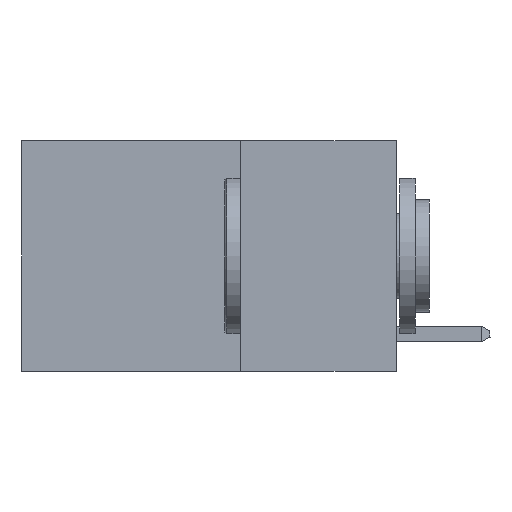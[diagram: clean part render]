
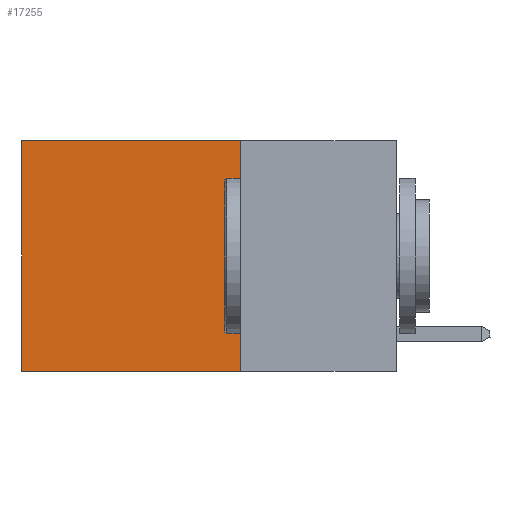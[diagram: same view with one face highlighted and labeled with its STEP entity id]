
A CAD part, left-side view. The second image highlights one B-rep face of the part: STEP entity #17255.
In plain terms, the highlighted planar face has unit normal (-1, 0, 0).
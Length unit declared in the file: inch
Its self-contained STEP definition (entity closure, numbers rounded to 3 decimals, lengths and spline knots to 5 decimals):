
#182 = AXIS2_PLACEMENT_3D ( 'NONE', #20698, #11481, #11286 ) ;
#505 = VERTEX_POINT ( 'NONE', #12939 ) ;
#588 = ORIENTED_EDGE ( 'NONE', *, *, #23884, .F. ) ;
#911 = DIRECTION ( 'NONE',  ( 0., 1., 0. ) ) ;
#1326 = CARTESIAN_POINT ( 'NONE',  ( 0.2625, 0.6, 0. ) ) ;
#1410 = CARTESIAN_POINT ( 'NONE',  ( 0.2625, 0.6, 0. ) ) ;
#2438 = LINE ( 'NONE', #3492, #3921 ) ;
#2715 = VECTOR ( 'NONE', #8568, 39.37008 ) ;
#3492 = CARTESIAN_POINT ( 'NONE',  ( 0.2625, 0.25, 0. ) ) ;
#3921 = VECTOR ( 'NONE', #911, 39.37008 ) ;
#4118 = PLANE ( 'NONE',  #182 ) ;
#4208 = EDGE_CURVE ( 'NONE', #25144, #4638, #8796, .T. ) ;
#4638 = VERTEX_POINT ( 'NONE', #25309 ) ;
#5000 = DIRECTION ( 'NONE',  ( 0., 1., 0. ) ) ;
#5047 = FACE_OUTER_BOUND ( 'NONE', #24410, .T. ) ;
#6203 = DIRECTION ( 'NONE',  ( 0., 0., -1. ) ) ;
#7607 = ORIENTED_EDGE ( 'NONE', *, *, #8439, .F. ) ;
#8439 = EDGE_CURVE ( 'NONE', #11667, #4638, #8564, .T. ) ;
#8564 = LINE ( 'NONE', #19152, #17045 ) ;
#8568 = DIRECTION ( 'NONE',  ( 0., 0., -1. ) ) ;
#8796 = LINE ( 'NONE', #1410, #26152 ) ;
#11286 = DIRECTION ( 'NONE',  ( 0., 0., -1. ) ) ;
#11481 = DIRECTION ( 'NONE',  ( 1., 0., 0. ) ) ;
#11667 = VERTEX_POINT ( 'NONE', #17511 ) ;
#12939 = CARTESIAN_POINT ( 'NONE',  ( 0.2625, 0.25, 0. ) ) ;
#14323 = ORIENTED_EDGE ( 'NONE', *, *, #4208, .T. ) ;
#17045 = VECTOR ( 'NONE', #5000, 39.37008 ) ;
#17255 = ADVANCED_FACE ( 'NONE', ( #5047 ), #4118, .F. ) ;
#17511 = CARTESIAN_POINT ( 'NONE',  ( 0.2625, 0.25, -0.37 ) ) ;
#17623 = EDGE_CURVE ( 'NONE', #505, #25144, #2438, .T. ) ;
#19152 = CARTESIAN_POINT ( 'NONE',  ( 0.2625, 0.25, -0.37 ) ) ;
#19522 = ORIENTED_EDGE ( 'NONE', *, *, #17623, .T. ) ;
#19926 = CARTESIAN_POINT ( 'NONE',  ( 0.2625, 0.25, 0. ) ) ;
#20698 = CARTESIAN_POINT ( 'NONE',  ( 0.2625, 0.25, 0. ) ) ;
#23884 = EDGE_CURVE ( 'NONE', #505, #11667, #30444, .T. ) ;
#24410 = EDGE_LOOP ( 'NONE', ( #14323, #7607, #588, #19522 ) ) ;
#25144 = VERTEX_POINT ( 'NONE', #1326 ) ;
#25309 = CARTESIAN_POINT ( 'NONE',  ( 0.2625, 0.6, -0.37 ) ) ;
#26152 = VECTOR ( 'NONE', #6203, 39.37008 ) ;
#30444 = LINE ( 'NONE', #19926, #2715 ) ;
